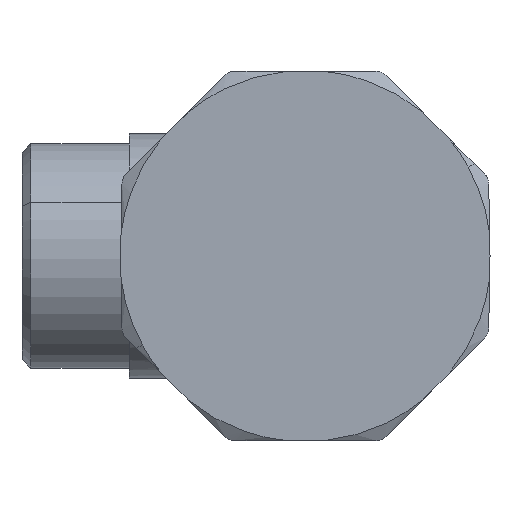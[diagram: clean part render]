
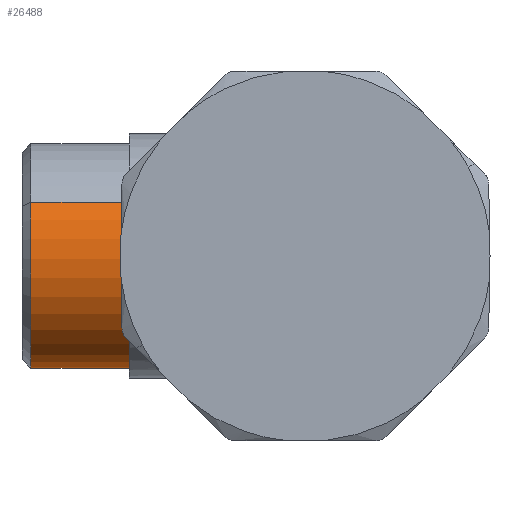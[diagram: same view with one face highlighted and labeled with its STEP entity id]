
A CAD part, left-side view. The second image highlights one B-rep face of the part: STEP entity #26488.
In plain terms, the highlighted cylindrical face has radius 11.5 mm (diameter 23 mm), a partial arc.
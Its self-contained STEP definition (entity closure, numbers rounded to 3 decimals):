
#26436=CARTESIAN_POINT('Vertex',(-64.908,18.,-5.513)) ;
#26438=CARTESIAN_POINT('Vertex',(-85.092,18.,5.513)) ;
#26441=CARTESIAN_POINT('Line Origine',(-85.092,18.827,5.513)) ;
#26445=CARTESIAN_POINT('Vertex',(-85.092,28.1,5.513)) ;
#26452=CARTESIAN_POINT('Vertex',(-64.908,28.1,-5.513)) ;
#26455=CARTESIAN_POINT('Line Origine',(-64.908,18.827,-5.513)) ;
#26467=CARTESIAN_POINT('Axis2P3D Location',(-75.,18.827,0.)) ;
#26472=CARTESIAN_POINT('Axis2P3D Location',(-75.,18.,0.)) ;
#26477=CARTESIAN_POINT('Axis2P3D Location',(-75.,28.1,0.)) ;
#26442=DIRECTION('Vector Direction',(0.,1.,0.)) ;
#26456=DIRECTION('Vector Direction',(0.,1.,0.)) ;
#26468=DIRECTION('Axis2P3D Direction',(-0.,1.,0.)) ;
#26469=DIRECTION('Axis2P3D XDirection',(0.479,0.,0.878)) ;
#26473=DIRECTION('Axis2P3D Direction',(-0.,1.,0.)) ;
#26478=DIRECTION('Axis2P3D Direction',(-0.,1.,0.)) ;
#26470=AXIS2_PLACEMENT_3D('Cylinder Axis2P3D',#26467,#26468,#26469) ;
#26474=AXIS2_PLACEMENT_3D('Circle Axis2P3D',#26472,#26473,$) ;
#26479=AXIS2_PLACEMENT_3D('Circle Axis2P3D',#26477,#26478,$) ;
#26483=ORIENTED_EDGE('',*,*,#26476,.T.) ;
#26484=ORIENTED_EDGE('',*,*,#26459,.F.) ;
#26485=ORIENTED_EDGE('',*,*,#26481,.T.) ;
#26486=ORIENTED_EDGE('',*,*,#26447,.F.) ;
#26443=VECTOR('Line Direction',#26442,1.) ;
#26457=VECTOR('Line Direction',#26456,1.) ;
#26488=ADVANCED_FACE('Sheet.1',(#26487),#26471,.F.) ;
#26475=CIRCLE('generated circle',#26474,11.5) ;
#26480=CIRCLE('generated circle',#26479,11.5) ;
#26471=CYLINDRICAL_SURFACE('generated cylinder',#26470,11.5) ;
#26447=EDGE_CURVE('',#26439,#26446,#26444,.T.) ;
#26459=EDGE_CURVE('',#26453,#26437,#26458,.F.) ;
#26476=EDGE_CURVE('',#26439,#26437,#26475,.F.) ;
#26481=EDGE_CURVE('',#26453,#26446,#26480,.T.) ;
#26482=EDGE_LOOP('',(#26483,#26484,#26485,#26486)) ;
#26487=FACE_OUTER_BOUND('',#26482,.T.) ;
#26444=LINE('Line',#26441,#26443) ;
#26458=LINE('Line',#26455,#26457) ;
#26437=VERTEX_POINT('',#26436) ;
#26439=VERTEX_POINT('',#26438) ;
#26446=VERTEX_POINT('',#26445) ;
#26453=VERTEX_POINT('',#26452) ;
